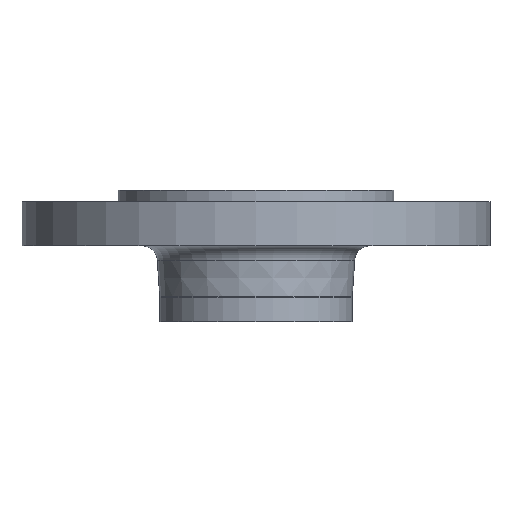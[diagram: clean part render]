
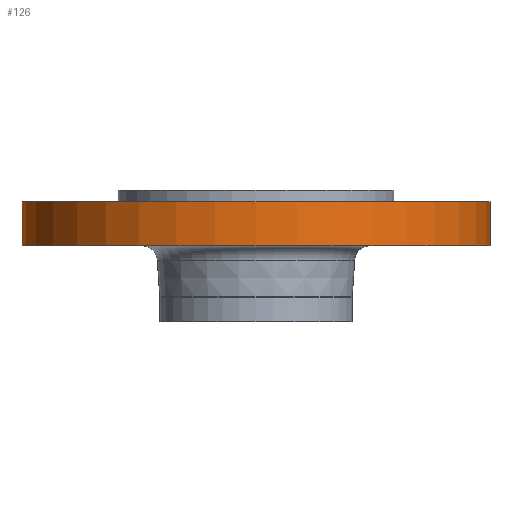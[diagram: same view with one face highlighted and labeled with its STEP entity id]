
A CAD part, front view. The second image highlights one B-rep face of the part: STEP entity #126.
In plain terms, the highlighted cylindrical face has radius 92.5 mm (diameter 185 mm), a partial arc.
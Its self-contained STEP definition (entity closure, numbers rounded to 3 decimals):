
#6 = CIRCLE ( 'NONE', #699, 92.5 ) ;
#54 = EDGE_CURVE ( 'NONE', #1060, #1051, #6, .T. ) ;
#126 = ADVANCED_FACE ( 'NONE', ( #671 ), #925, .T. ) ;
#152 = CARTESIAN_POINT ( 'NONE',  ( 92.5, 0., -4.5 ) ) ;
#162 = CARTESIAN_POINT ( 'NONE',  ( -92.5, 0., -4.5 ) ) ;
#188 = CARTESIAN_POINT ( 'NONE',  ( 92.5, 0., -22. ) ) ;
#311 = EDGE_CURVE ( 'NONE', #1033, #705, #652, .T. ) ;
#381 = AXIS2_PLACEMENT_3D ( 'NONE', #669, #949, #958 ) ;
#408 = DIRECTION ( 'NONE',  ( 0., 0., 1. ) ) ;
#409 = CARTESIAN_POINT ( 'NONE',  ( 92.5, 0., -62. ) ) ;
#410 = LINE ( 'NONE', #409, #412 ) ;
#412 = VECTOR ( 'NONE', #408, 1000. ) ;
#501 = CARTESIAN_POINT ( 'NONE',  ( -92.5, 0., -22. ) ) ;
#505 = EDGE_CURVE ( 'NONE', #705, #1051, #609, .T. ) ;
#607 = DIRECTION ( 'NONE',  ( 0., 0., 1. ) ) ;
#608 = CARTESIAN_POINT ( 'NONE',  ( -92.5, 0., -62. ) ) ;
#609 = LINE ( 'NONE', #608, #796 ) ;
#641 = DIRECTION ( 'NONE',  ( -1., 0., 0. ) ) ;
#642 = DIRECTION ( 'NONE',  ( 0., 0., -1. ) ) ;
#643 = CARTESIAN_POINT ( 'NONE',  ( 0., 0., -22. ) ) ;
#650 = AXIS2_PLACEMENT_3D ( 'NONE', #643, #642, #641 ) ;
#652 = CIRCLE ( 'NONE', #650, 92.5 ) ;
#669 = CARTESIAN_POINT ( 'NONE',  ( 0., 0., -62. ) ) ;
#671 = FACE_OUTER_BOUND ( 'NONE', #1078, .T. ) ;
#699 = AXIS2_PLACEMENT_3D ( 'NONE', #913, #916, #917 ) ;
#705 = VERTEX_POINT ( 'NONE', #501 ) ;
#796 = VECTOR ( 'NONE', #607, 1000. ) ;
#813 = EDGE_CURVE ( 'NONE', #1033, #1060, #410, .T. ) ;
#913 = CARTESIAN_POINT ( 'NONE',  ( 0., 0., -4.5 ) ) ;
#916 = DIRECTION ( 'NONE',  ( 0., 0., -1. ) ) ;
#917 = DIRECTION ( 'NONE',  ( -1., 0., 0. ) ) ;
#925 = CYLINDRICAL_SURFACE ( 'NONE', #381, 92.5 ) ;
#949 = DIRECTION ( 'NONE',  ( 0., 0., 1. ) ) ;
#958 = DIRECTION ( 'NONE',  ( 1., 0., 0. ) ) ;
#1033 = VERTEX_POINT ( 'NONE', #188 ) ;
#1051 = VERTEX_POINT ( 'NONE', #162 ) ;
#1060 = VERTEX_POINT ( 'NONE', #152 ) ;
#1078 = EDGE_LOOP ( 'NONE', ( #1167, #1168, #1169, #1170 ) ) ;
#1167 = ORIENTED_EDGE ( 'NONE', *, *, #505, .F. ) ;
#1168 = ORIENTED_EDGE ( 'NONE', *, *, #311, .F. ) ;
#1169 = ORIENTED_EDGE ( 'NONE', *, *, #813, .T. ) ;
#1170 = ORIENTED_EDGE ( 'NONE', *, *, #54, .T. ) ;
